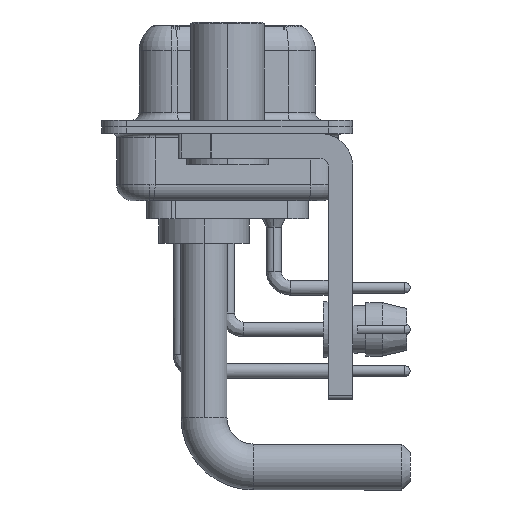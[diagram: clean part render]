
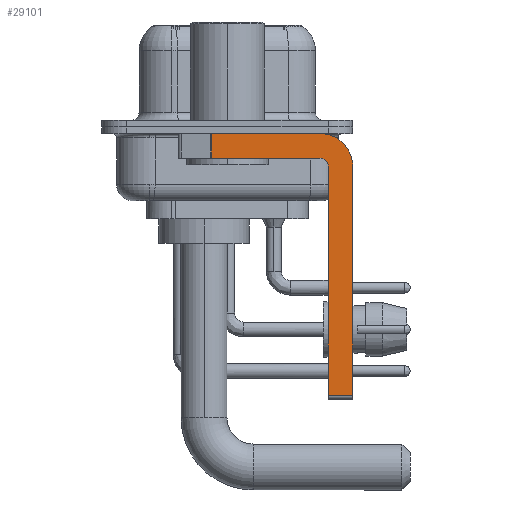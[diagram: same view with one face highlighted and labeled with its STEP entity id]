
A CAD part, left-side view. The second image highlights one B-rep face of the part: STEP entity #29101.
In plain terms, the highlighted planar face has unit normal (-1, 0, 0).
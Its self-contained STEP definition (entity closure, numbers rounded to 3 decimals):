
#111 = DIRECTION ( 'NONE',  ( 0., 1., 0. ) ) ;
#1056 = DIRECTION ( 'NONE',  ( 0., -1., 0. ) ) ;
#1348 = CARTESIAN_POINT ( 'NONE',  ( -2.9, 0.978, -0.4 ) ) ;
#1379 = DIRECTION ( 'NONE',  ( 0., 0., 1. ) ) ;
#1740 = CARTESIAN_POINT ( 'NONE',  ( -2.9, 3., -0.4 ) ) ;
#3320 = VERTEX_POINT ( 'NONE', #30380 ) ;
#3499 = DIRECTION ( 'NONE',  ( -1., 0., 0. ) ) ;
#3523 = EDGE_CURVE ( 'NONE', #20553, #22430, #21160, .T. ) ;
#3569 = DIRECTION ( 'NONE',  ( 0., 0., -1. ) ) ;
#3668 = CARTESIAN_POINT ( 'NONE',  ( -2.9, -5.65, -2.4 ) ) ;
#4335 = VECTOR ( 'NONE', #111, 1000. ) ;
#4493 = ORIENTED_EDGE ( 'NONE', *, *, #3523, .T. ) ;
#5068 = DIRECTION ( 'NONE',  ( 0., 0., -1. ) ) ;
#6152 = LINE ( 'NONE', #32406, #30564 ) ;
#6822 = CARTESIAN_POINT ( 'NONE',  ( -2.9, -6.15, -2.4 ) ) ;
#7280 = CARTESIAN_POINT ( 'NONE',  ( -2.9, -5.65, -1.9 ) ) ;
#7461 = EDGE_CURVE ( 'NONE', #12397, #3320, #31932, .T. ) ;
#7903 = CIRCLE ( 'NONE', #10639, 2. ) ;
#8046 = VERTEX_POINT ( 'NONE', #6822 ) ;
#8363 = EDGE_LOOP ( 'NONE', ( #11465, #4493, #33247, #30590, #16851, #25506, #27356, #19035 ) ) ;
#8674 = CARTESIAN_POINT ( 'NONE',  ( -2.9, -6.15, -16.6 ) ) ;
#9228 = AXIS2_PLACEMENT_3D ( 'NONE', #3668, #3499, #19214 ) ;
#9238 = CARTESIAN_POINT ( 'NONE',  ( -2.9, -7.65, -2.4 ) ) ;
#9311 = VERTEX_POINT ( 'NONE', #14283 ) ;
#9470 = VECTOR ( 'NONE', #20824, 1000. ) ;
#9862 = CARTESIAN_POINT ( 'NONE',  ( -2.9, -7.65, -2.4 ) ) ;
#9955 = LINE ( 'NONE', #15360, #4335 ) ;
#10163 = PLANE ( 'NONE',  #18267 ) ;
#10639 = AXIS2_PLACEMENT_3D ( 'NONE', #19284, #32029, #3569 ) ;
#11465 = ORIENTED_EDGE ( 'NONE', *, *, #25672, .F. ) ;
#11567 = DIRECTION ( 'NONE',  ( 0., -1., 0. ) ) ;
#11843 = CARTESIAN_POINT ( 'NONE',  ( -2.9, 0.978, -1.9 ) ) ;
#12397 = VERTEX_POINT ( 'NONE', #9862 ) ;
#12657 = EDGE_CURVE ( 'NONE', #27776, #12397, #7903, .T. ) ;
#12689 = FACE_OUTER_BOUND ( 'NONE', #8363, .T. ) ;
#14283 = CARTESIAN_POINT ( 'NONE',  ( -2.9, -6.15, -16.35 ) ) ;
#15360 = CARTESIAN_POINT ( 'NONE',  ( -2.9, -5.65, -1.9 ) ) ;
#15398 = VECTOR ( 'NONE', #11567, 1000. ) ;
#16851 = ORIENTED_EDGE ( 'NONE', *, *, #24985, .F. ) ;
#17449 = EDGE_CURVE ( 'NONE', #21995, #22430, #9955, .T. ) ;
#17906 = DIRECTION ( 'NONE',  ( 1., 0., 0. ) ) ;
#18267 = AXIS2_PLACEMENT_3D ( 'NONE', #20433, #17906, #5068 ) ;
#18322 = VECTOR ( 'NONE', #32444, 1000. ) ;
#19035 = ORIENTED_EDGE ( 'NONE', *, *, #12657, .F. ) ;
#19214 = DIRECTION ( 'NONE',  ( 0., 0., 1. ) ) ;
#19284 = CARTESIAN_POINT ( 'NONE',  ( -2.9, -5.65, -2.4 ) ) ;
#20433 = CARTESIAN_POINT ( 'NONE',  ( -2.9, -5.65, -2.4 ) ) ;
#20553 = VERTEX_POINT ( 'NONE', #1348 ) ;
#20824 = DIRECTION ( 'NONE',  ( 0., 0., -1. ) ) ;
#21160 = LINE ( 'NONE', #31708, #9470 ) ;
#21258 = VECTOR ( 'NONE', #1379, 1000. ) ;
#21995 = VERTEX_POINT ( 'NONE', #7280 ) ;
#22430 = VERTEX_POINT ( 'NONE', #11843 ) ;
#23789 = CIRCLE ( 'NONE', #9228, 0.5 ) ;
#24237 = LINE ( 'NONE', #1740, #15398 ) ;
#24985 = EDGE_CURVE ( 'NONE', #9311, #8046, #32383, .T. ) ;
#25506 = ORIENTED_EDGE ( 'NONE', *, *, #25631, .T. ) ;
#25631 = EDGE_CURVE ( 'NONE', #9311, #3320, #6152, .T. ) ;
#25672 = EDGE_CURVE ( 'NONE', #20553, #27776, #24237, .T. ) ;
#27356 = ORIENTED_EDGE ( 'NONE', *, *, #7461, .F. ) ;
#27776 = VERTEX_POINT ( 'NONE', #32684 ) ;
#29101 = ADVANCED_FACE ( 'NONE', ( #12689 ), #10163, .F. ) ;
#30380 = CARTESIAN_POINT ( 'NONE',  ( -2.9, -7.65, -16.35 ) ) ;
#30564 = VECTOR ( 'NONE', #1056, 1000. ) ;
#30590 = ORIENTED_EDGE ( 'NONE', *, *, #32367, .F. ) ;
#31708 = CARTESIAN_POINT ( 'NONE',  ( -2.9, 0.978, -1.9 ) ) ;
#31932 = LINE ( 'NONE', #9238, #18322 ) ;
#32029 = DIRECTION ( 'NONE',  ( 1., 0., 0. ) ) ;
#32367 = EDGE_CURVE ( 'NONE', #8046, #21995, #23789, .T. ) ;
#32383 = LINE ( 'NONE', #8674, #21258 ) ;
#32406 = CARTESIAN_POINT ( 'NONE',  ( -2.9, -5.65, -16.35 ) ) ;
#32444 = DIRECTION ( 'NONE',  ( 0., 0., -1. ) ) ;
#32684 = CARTESIAN_POINT ( 'NONE',  ( -2.9, -5.65, -0.4 ) ) ;
#33247 = ORIENTED_EDGE ( 'NONE', *, *, #17449, .F. ) ;
